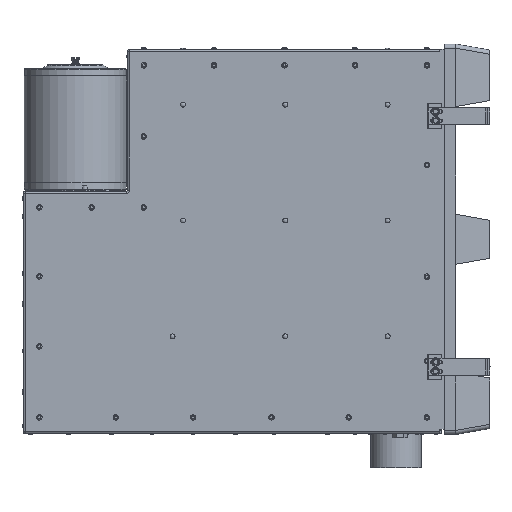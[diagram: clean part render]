
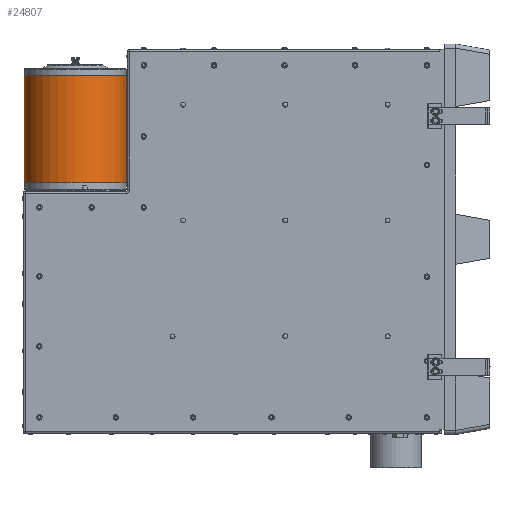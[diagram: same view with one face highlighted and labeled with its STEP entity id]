
A CAD part, left-side view. The second image highlights one B-rep face of the part: STEP entity #24807.
In plain terms, the highlighted cylindrical face has radius 155.448 mm (diameter 310.896 mm), a full revolution.
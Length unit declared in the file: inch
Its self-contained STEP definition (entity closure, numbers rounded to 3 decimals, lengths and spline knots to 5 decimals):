
#5650=FACE_BOUND('',#8071,.T.);
#6340=FACE_OUTER_BOUND('',#8070,.T.);
#8070=EDGE_LOOP('',(#17857));
#8071=EDGE_LOOP('',(#17858));
#10400=CIRCLE('',#26646,6.12);
#10402=CIRCLE('',#26649,6.12);
#11729=VERTEX_POINT('',#67088);
#11731=VERTEX_POINT('',#67093);
#14195=EDGE_CURVE('',#11729,#11729,#10400,.T.);
#14197=EDGE_CURVE('',#11731,#11731,#10402,.T.);
#17857=ORIENTED_EDGE('',*,*,#14197,.F.);
#17858=ORIENTED_EDGE('',*,*,#14195,.F.);
#24369=CYLINDRICAL_SURFACE('',#26648,6.12);
#24807=ADVANCED_FACE('',(#6340,#5650),#24369,.T.);
#26646=AXIS2_PLACEMENT_3D('',#67089,#29758,#29759);
#26648=AXIS2_PLACEMENT_3D('',#67092,#29762,#29763);
#26649=AXIS2_PLACEMENT_3D('',#67094,#29764,#29765);
#29758=DIRECTION('center_axis',(0.,0.,
-1.));
#29759=DIRECTION('ref_axis',(-1.,0.,0.));
#29762=DIRECTION('center_axis',(0.,0.,
1.));
#29763=DIRECTION('ref_axis',(-1.,0.,0.));
#29764=DIRECTION('center_axis',(0.,0.,
1.));
#29765=DIRECTION('ref_axis',(-1.,0.,0.));
#67088=CARTESIAN_POINT('',(-1.9425,43.625,29.548));
#67089=CARTESIAN_POINT('Origin',(-8.0625,43.625,29.548));
#67092=CARTESIAN_POINT('Origin',(-8.0625,43.625,29.548));
#67093=CARTESIAN_POINT('',(-1.9425,43.625,42.298));
#67094=CARTESIAN_POINT('Origin',(-8.0625,43.625,42.298));
